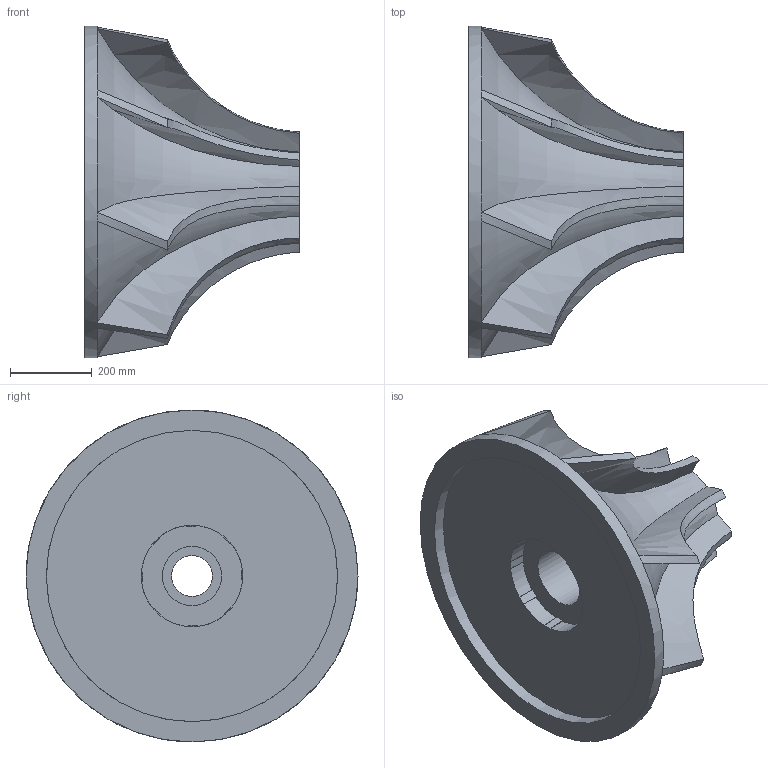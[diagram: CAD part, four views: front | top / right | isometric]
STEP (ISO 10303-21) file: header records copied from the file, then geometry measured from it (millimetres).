
FILE_DESCRIPTION(/* description */ (''),/* implementation_level */ '2;1');
FILE_NAME(/* name */ 'impeller',/* time_stamp */ '1999-06-17T17:17:20-04:00',/* author */ ('PC User'),/* organization */ ('3D/EYE, Inc.'),/* preprocessor_version */ 'ST-DEVELOPER 1.6',/* originating_system */ 'IronCAD2.0',/* authorisation */ '');
FILE_SCHEMA (('CONFIG_CONTROL_DESIGN'));
Length unit declared in the file: millimetre
Products named in the file (1): 1
Bounding box: 525.66 x 812.12 x 812.12 mm (x, y, z)
Volume: 70186580.1 mm3; surface area: 2494390.5 mm2
Topology: 1 solids, 1 shells, 89 faces, 213 edges, 129 vertices
Faces by surface type: bspline 56, torus 16, cylinder 12, plane 5
Full cylindrical faces by diameter (mm): 100 x1, 145.221 x1, 712.469 x1, 812.12 x1
Entity records: 5557 total; most frequent: CARTESIAN_POINT 3615, ORIENTED_EDGE 414, EDGE_CURVE 207, INTERSECTION_CURVE 207, VERTEX_POINT 127, FACE_BOUND 98, EDGE_LOOP 98, ADVANCED_FACE 89
